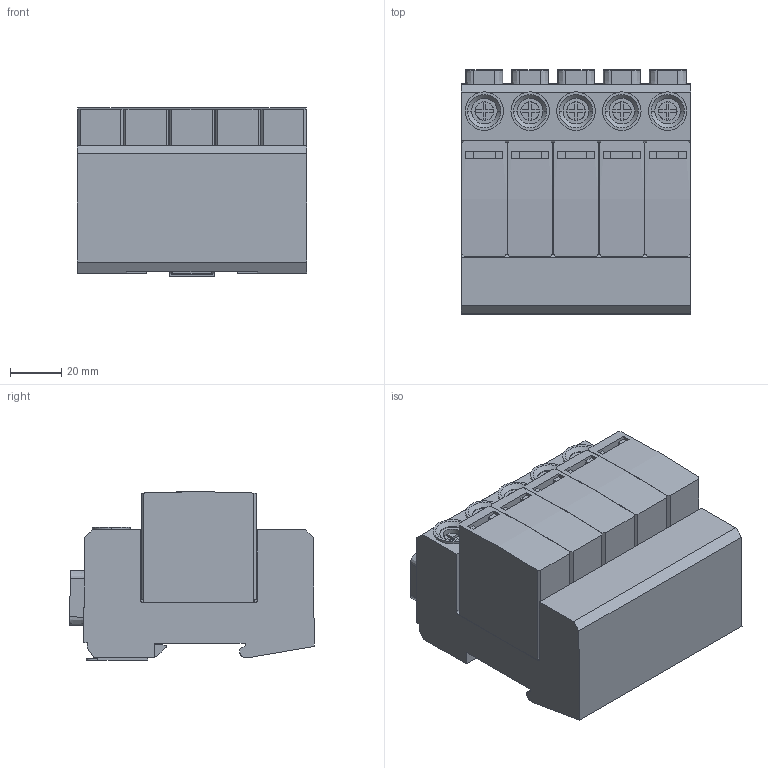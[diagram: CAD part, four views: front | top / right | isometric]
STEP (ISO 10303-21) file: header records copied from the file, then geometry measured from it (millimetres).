
FILE_DESCRIPTION(('CATIA V5 STEP Exchange','CAx-IF Rec.Pracs.--- Model Styling and Organization---1.4--- 2014-01-23'),'2;1');
FILE_NAME ('D1511473_1', '2022-01-13T09:31:34+00:00', ('none'), ('Weidmueller'), 'CATIA Version 5-6 Release 2016 SP3 HF44', 'CATIA V5 STEP AP214', 'none');
FILE_SCHEMA(('AUTOMOTIVE_DESIGN { 1 0 10303 214 1 1 1 1 }'));
Length unit declared in the file: millimetre
Products named in the file (1): S3D_VPU_PV_II_5_1000
Bounding box: 89.8 x 95.46 x 65.96 mm (x, y, z)
Volume: 417082.1 mm3; surface area: 81156.5 mm2
Topology: 12 solids, 12 shells, 672 faces, 1860 edges, 1245 vertices
Faces by surface type: plane 517, extrusion 95, cylinder 50, cone 10
Entity records: 22496 total; most frequent: CARTESIAN_POINT 6145, ORIENTED_EDGE 3720, DIRECTION 2321, EDGE_CURVE 1860, VECTOR 1452, LINE 1357, VERTEX_POINT 1245, EDGE_LOOP 709
